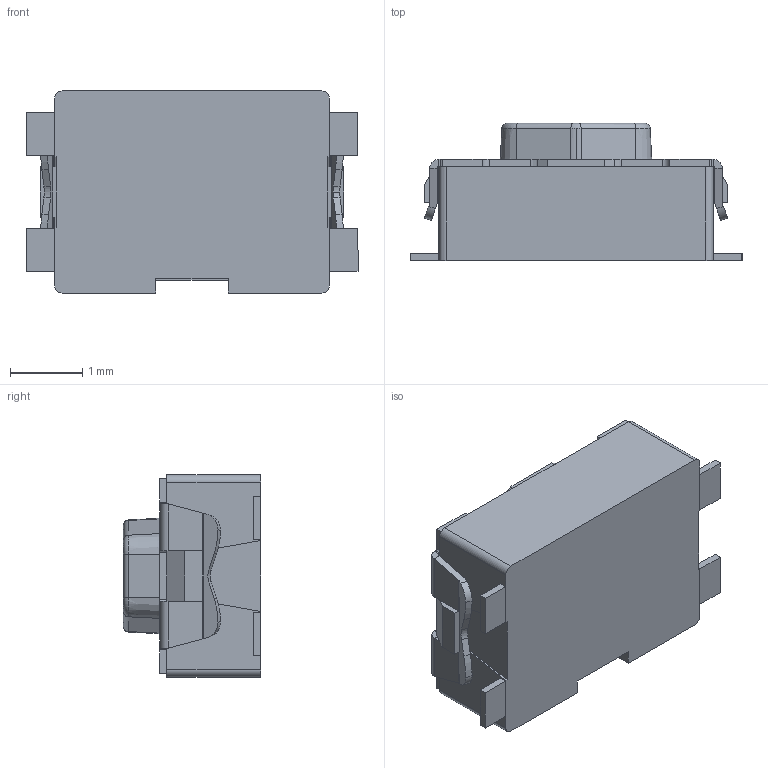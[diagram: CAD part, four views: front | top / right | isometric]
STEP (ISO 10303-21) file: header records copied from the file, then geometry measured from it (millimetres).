
FILE_DESCRIPTION (( 'STEP AP214' ), '1' );
FILE_NAME ('KMR211NGLFS.STEP', '2020-12-02T13:29:20', ( '' ), ( '' ), 'SwSTEP 2.0', 'SolidWorks 2017', '' );
FILE_SCHEMA (( 'AUTOMOTIVE_DESIGN' ));
Length unit declared in the file: millimetre
Products named in the file (1): KMR211NGLFS
Bounding box: 4.6 x 1.9 x 2.8 mm (x, y, z)
Volume: 16.2 mm3; surface area: 71.4 mm2
Topology: 7 solids, 7 shells, 206 faces, 524 edges, 328 vertices
Faces by surface type: plane 132, cylinder 60, torus 7, cone 7
Entity records: 6239 total; most frequent: CARTESIAN_POINT 1131, ORIENTED_EDGE 1048, DIRECTION 1045, EDGE_CURVE 524, VECTOR 377, LINE 377, AXIS2_PLACEMENT_3D 334, VERTEX_POINT 328
